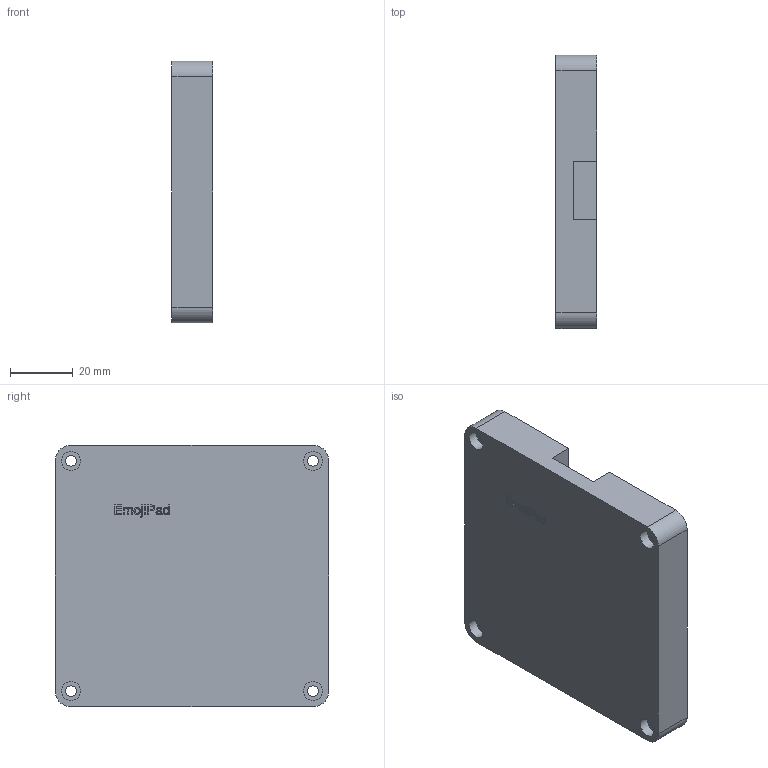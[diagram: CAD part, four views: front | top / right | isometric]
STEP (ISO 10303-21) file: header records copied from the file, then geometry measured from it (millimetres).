
FILE_DESCRIPTION(/* description */ (''),/* implementation_level */ '2;1');
FILE_NAME(/* name */ 'EmojiPad.step',/* time_stamp */ '2025-07-08T21:24:58-04:00',/* author */ (''),/* organization */ (''),/* preprocessor_version */ 'ST-DEVELOPER v20.1',/* originating_system */ 'Autodesk Translation Framework v14.10.0.0',/* authorisation */ '');
FILE_SCHEMA (('AUTOMOTIVE_DESIGN { 1 0 10303 214 3 1 1 }'));
Length unit declared in the file: millimetre
Products named in the file (2): 2025-07-01-16-51-10-582; 2025-07-01-16-55-25-914
Assembly tree (1 placements, depth 2):
  2025-07-01-16-51-10-582
    2025-07-01-16-55-25-914
Bounding box: 13.2 x 87 x 83.2 mm (x, y, z)
Volume: 48139.5 mm3; surface area: 21861.5 mm2
Topology: 1 solids, 1 shells, 201 faces, 543 edges, 362 vertices
Faces by surface type: bspline 101, plane 88, cylinder 12
Full cylindrical faces by diameter (mm): 3.4 x4, 6 x4
Entity records: 7280 total; most frequent: CARTESIAN_POINT 2826, ORIENTED_EDGE 1086, DIRECTION 571, EDGE_CURVE 543, VERTEX_POINT 362, LINE 317, VECTOR 317, EDGE_LOOP 227
